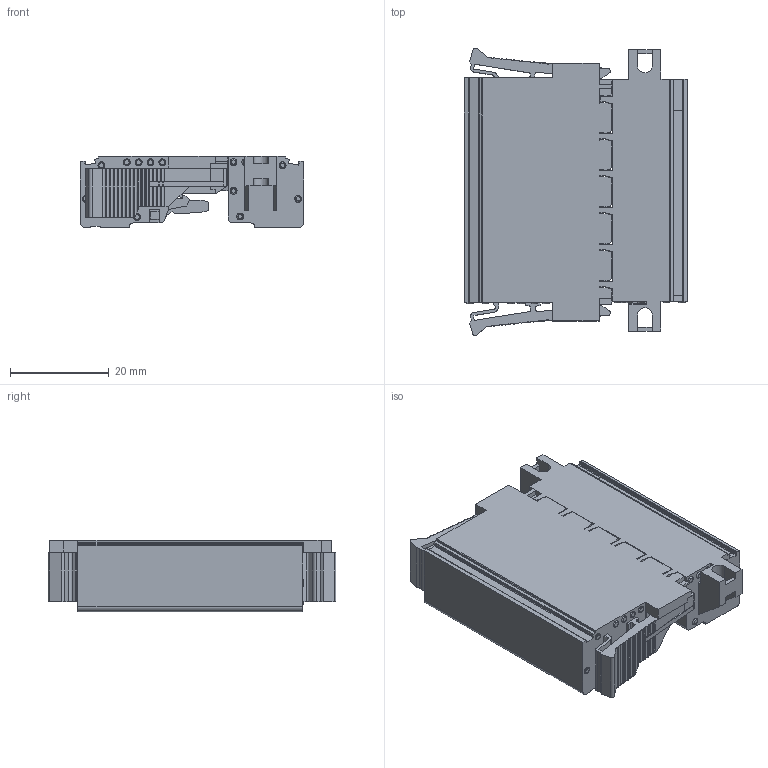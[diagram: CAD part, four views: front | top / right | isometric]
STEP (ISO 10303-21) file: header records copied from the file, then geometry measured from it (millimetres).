
FILE_DESCRIPTION(/* description */ ('Unknown'),/* implementation_level */ '2;1');
FILE_NAME(/* name */ 'DPSC7.50PM-6W_3D_SPLID',/* time_stamp */ '2025-02-19T13:50:20+05:00',/* author */ ('Unknown'),/* organization */ ('Unknown'),/* preprocessor_version */ 'ST-DEVELOPER v16.7',/* originating_system */ 'Solid Edge',/* authorisation */ 'Unknown');
FILE_SCHEMA (('AUTOMOTIVE_DESIGN {1 0 10303 214 3 1 1}'));
Products named in the file (1): DPSC7.50PM-6W_3D_SPLID
Bounding box: 45.25 x 58.35 x 14.45 mm (x, y, z)
Volume: 23905.5 mm3; surface area: 16537.5 mm2
Topology: 1 solids, 15 shells, 2291 faces, 6649 edges, 4366 vertices
Faces by surface type: plane 1598, cylinder 488, bspline 150, torus 21, cone 20, sphere 14
Full cylindrical faces by diameter (mm): 1.5 x3, 2.9 x5, 3.7 x6
Entity records: 94895 total; most frequent: CARTESIAN_POINT 18937, ORIENTED_EDGE 13140, DIRECTION 11581, EDGE_CURVE 6570, LINE 4831, VECTOR 4831, VERTEX_POINT 4351, AXIS2_PLACEMENT_3D 3375
